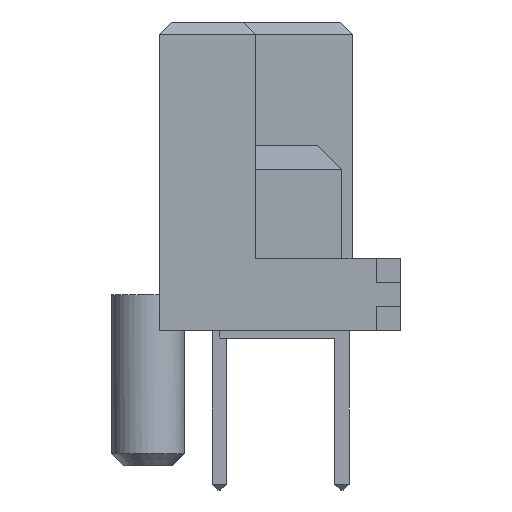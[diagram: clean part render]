
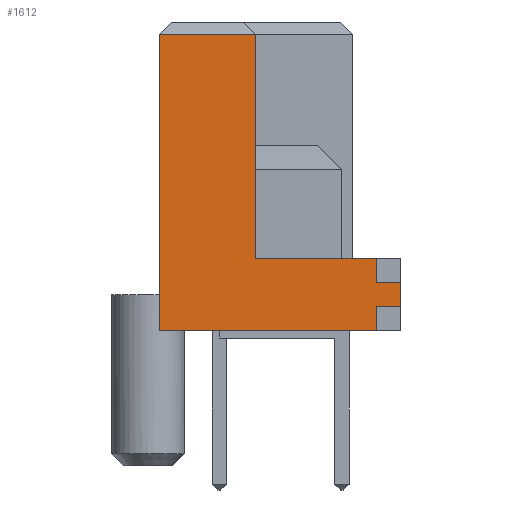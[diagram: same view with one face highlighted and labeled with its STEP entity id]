
A CAD part, front view. The second image highlights one B-rep face of the part: STEP entity #1612.
In plain terms, the highlighted planar face has unit normal (0, -1, 0).
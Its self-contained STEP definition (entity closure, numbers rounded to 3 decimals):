
#12=DIRECTION('',(0.,0.,1.));
#26=VECTOR('',#12,1.);
#29=VERTEX_POINT('',#30);
#30=CARTESIAN_POINT('',(3.25,-26.655,0.5));
#35=EDGE_CURVE('',#36,#29,#38,.T.);
#36=VERTEX_POINT('',#37);
#37=CARTESIAN_POINT('',(3.25,-26.655,0.));
#38=LINE('',#37,#26);
#44=DIRECTION('',(1.,0.,0.));
#58=VECTOR('',#59,1.);
#59=DIRECTION('',(-1.,0.,0.));
#76=VECTOR('',#44,1.);
#94=CARTESIAN_POINT('',(-1.25,-26.655,0.));
#663=EDGE_CURVE('',#36,#664,#665,.T.);
#664=VERTEX_POINT('',#94);
#665=LINE('',#666,#58);
#666=CARTESIAN_POINT('',(3.75,-26.655,0.));
#1601=ORIENTED_EDGE('',*,*,#1602,.T.);
#1602=EDGE_CURVE('',#29,#1603,#1605,.T.);
#1603=VERTEX_POINT('',#1604);
#1604=CARTESIAN_POINT('',(3.75,-26.655,0.5));
#1605=LINE('',#30,#76);
#1612=ADVANCED_FACE('',(#1613),#1653,.T.);
#1613=FACE_BOUND('',#1614,.T.);
#1614=EDGE_LOOP('',(#1615,#1616,#1601,#1617,#1622,#1627,#1632,#1638,#1644,#1650));
#1615=ORIENTED_EDGE('',*,*,#663,.F.);
#1616=ORIENTED_EDGE('',*,*,#35,.T.);
#1617=ORIENTED_EDGE('',*,*,#1618,.T.);
#1618=EDGE_CURVE('',#1603,#1619,#1621,.T.);
#1619=VERTEX_POINT('',#1620);
#1620=CARTESIAN_POINT('',(3.75,-26.655,1.));
#1621=LINE('',#666,#26);
#1622=ORIENTED_EDGE('',*,*,#1623,.F.);
#1623=EDGE_CURVE('',#1624,#1619,#1626,.T.);
#1624=VERTEX_POINT('',#1625);
#1625=CARTESIAN_POINT('',(3.25,-26.655,1.));
#1626=LINE('',#1625,#76);
#1627=ORIENTED_EDGE('',*,*,#1628,.T.);
#1628=EDGE_CURVE('',#1624,#1629,#1631,.T.);
#1629=VERTEX_POINT('',#1630);
#1630=CARTESIAN_POINT('',(3.25,-26.655,1.5));
#1631=LINE('',#1625,#26);
#1632=ORIENTED_EDGE('',*,*,#1633,.T.);
#1633=EDGE_CURVE('',#1629,#1634,#1636,.T.);
#1634=VERTEX_POINT('',#1635);
#1635=CARTESIAN_POINT('',(0.75,-26.655,1.5));
#1636=LINE('',#1637,#58);
#1637=CARTESIAN_POINT('',(3.75,-26.655,1.5));
#1638=ORIENTED_EDGE('',*,*,#1639,.T.);
#1639=EDGE_CURVE('',#1634,#1640,#1642,.T.);
#1640=VERTEX_POINT('',#1641);
#1641=CARTESIAN_POINT('',(0.75,-26.655,6.15));
#1642=LINE('',#1643,#26);
#1643=CARTESIAN_POINT('',(0.75,-26.655,0.));
#1644=ORIENTED_EDGE('',*,*,#1645,.F.);
#1645=EDGE_CURVE('',#1646,#1640,#1648,.T.);
#1646=VERTEX_POINT('',#1647);
#1647=CARTESIAN_POINT('',(-1.25,-26.655,6.15));
#1648=LINE('',#1649,#76);
#1649=CARTESIAN_POINT('',(-1.,-26.655,6.15));
#1650=ORIENTED_EDGE('',*,*,#1651,.F.);
#1651=EDGE_CURVE('',#664,#1646,#1652,.T.);
#1652=LINE('',#94,#26);
#1653=PLANE('',#1654);
#1654=AXIS2_PLACEMENT_3D('',#1655,#1656,#1657);
#1655=CARTESIAN_POINT('',(0.602,-26.655,2.449));
#1656=DIRECTION('',(0.,-1.,0.));
#1657=DIRECTION('',(-1.,0.,0.));
